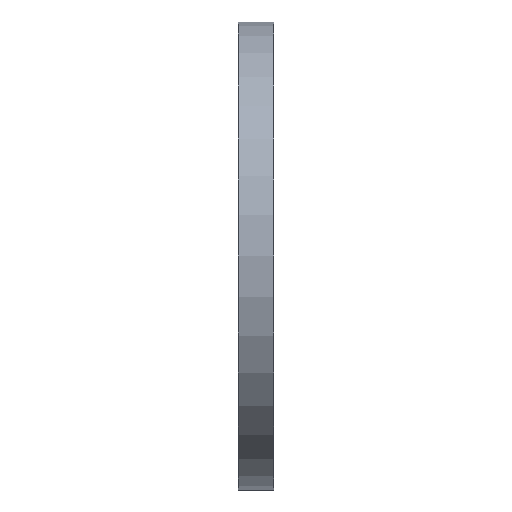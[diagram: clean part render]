
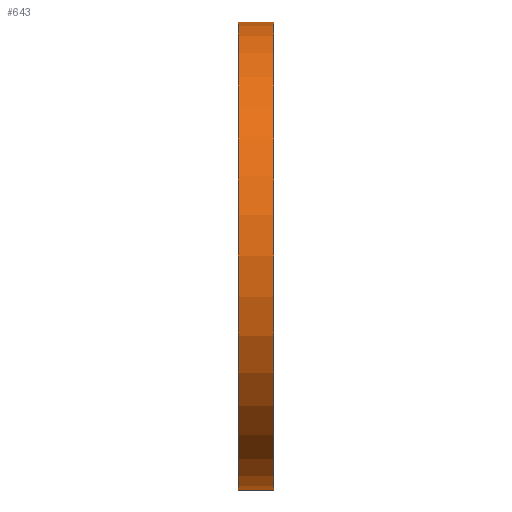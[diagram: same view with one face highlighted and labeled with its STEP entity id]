
A CAD part, left-side view. The second image highlights one B-rep face of the part: STEP entity #643.
In plain terms, the highlighted cylindrical face has radius 132.5 mm (diameter 265 mm), a partial arc.
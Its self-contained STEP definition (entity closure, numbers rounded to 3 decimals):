
#9 = ORIENTED_EDGE ( 'NONE', *, *, #343, .F. ) ;
#53 = CARTESIAN_POINT ( 'NONE',  ( 0., 0., -132.5 ) ) ;
#65 = VERTEX_POINT ( 'NONE', #53 ) ;
#86 = DIRECTION ( 'NONE',  ( 0., 1., 0. ) ) ;
#146 = CARTESIAN_POINT ( 'NONE',  ( 0., 34.695, 132.5 ) ) ;
#150 = LINE ( 'NONE', #826, #877 ) ;
#171 = AXIS2_PLACEMENT_3D ( 'NONE', #355, #638, #499 ) ;
#209 = DIRECTION ( 'NONE',  ( 0., 1., 0. ) ) ;
#282 = CIRCLE ( 'NONE', #807, 132.5 ) ;
#335 = ORIENTED_EDGE ( 'NONE', *, *, #419, .T. ) ;
#340 = VERTEX_POINT ( 'NONE', #615 ) ;
#343 = EDGE_CURVE ( 'NONE', #340, #665, #628, .T. ) ;
#349 = EDGE_LOOP ( 'NONE', ( #825, #762, #335, #9 ) ) ;
#355 = CARTESIAN_POINT ( 'NONE',  ( 0., 34.695, 0. ) ) ;
#360 = VERTEX_POINT ( 'NONE', #396 ) ;
#368 = EDGE_CURVE ( 'NONE', #65, #340, #150, .T. ) ;
#396 = CARTESIAN_POINT ( 'NONE',  ( 0., 0., 132.5 ) ) ;
#412 = CARTESIAN_POINT ( 'NONE',  ( 0., 0., 0. ) ) ;
#419 = EDGE_CURVE ( 'NONE', #360, #665, #884, .T. ) ;
#424 = FACE_OUTER_BOUND ( 'NONE', #349, .T. ) ;
#430 = EDGE_CURVE ( 'NONE', #65, #360, #282, .T. ) ;
#499 = DIRECTION ( 'NONE',  ( 0., 0., 1. ) ) ;
#526 = VECTOR ( 'NONE', #888, 1000. ) ;
#543 = CARTESIAN_POINT ( 'NONE',  ( 0., 20., 0. ) ) ;
#615 = CARTESIAN_POINT ( 'NONE',  ( 0., 20., -132.5 ) ) ;
#628 = CIRCLE ( 'NONE', #647, 132.5 ) ;
#638 = DIRECTION ( 'NONE',  ( 0., 1., 0. ) ) ;
#643 = ADVANCED_FACE ( 'NONE', ( #424 ), #833, .T. ) ;
#647 = AXIS2_PLACEMENT_3D ( 'NONE', #543, #209, #699 ) ;
#665 = VERTEX_POINT ( 'NONE', #782 ) ;
#695 = DIRECTION ( 'NONE',  ( 0., 1., 0. ) ) ;
#699 = DIRECTION ( 'NONE',  ( 0., 0., 1. ) ) ;
#762 = ORIENTED_EDGE ( 'NONE', *, *, #430, .T. ) ;
#782 = CARTESIAN_POINT ( 'NONE',  ( 0., 20., 132.5 ) ) ;
#807 = AXIS2_PLACEMENT_3D ( 'NONE', #412, #86, #824 ) ;
#824 = DIRECTION ( 'NONE',  ( 0., 0., 1. ) ) ;
#825 = ORIENTED_EDGE ( 'NONE', *, *, #368, .F. ) ;
#826 = CARTESIAN_POINT ( 'NONE',  ( 0., 34.695, -132.5 ) ) ;
#833 = CYLINDRICAL_SURFACE ( 'NONE', #171, 132.5 ) ;
#877 = VECTOR ( 'NONE', #695, 1000. ) ;
#884 = LINE ( 'NONE', #146, #526 ) ;
#888 = DIRECTION ( 'NONE',  ( 0., 1., 0. ) ) ;
